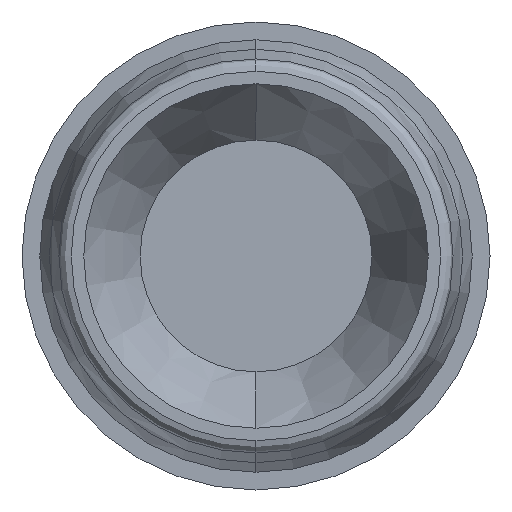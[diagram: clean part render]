
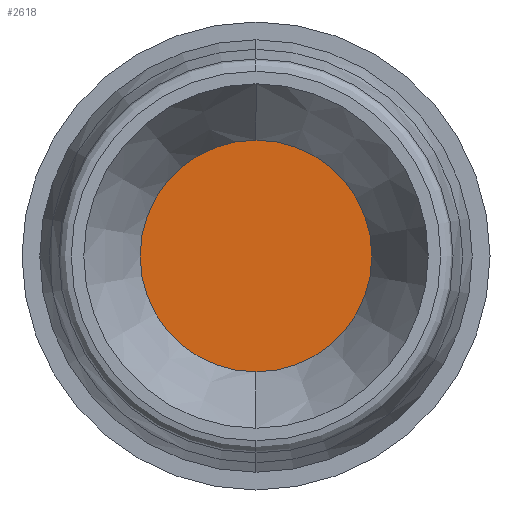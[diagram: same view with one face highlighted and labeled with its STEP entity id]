
A CAD part, left-side view. The second image highlights one B-rep face of the part: STEP entity #2618.
In plain terms, the highlighted face is planar.
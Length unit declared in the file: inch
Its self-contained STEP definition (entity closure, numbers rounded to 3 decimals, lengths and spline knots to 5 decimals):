
#1511 = AXIS2_PLACEMENT_3D ( 'NONE', #1570, #2278, #6981 ) ;
#1570 = CARTESIAN_POINT ( 'NONE',  ( 0., 0.04704, -0.10322 ) ) ;
#1572 = ORIENTED_EDGE ( 'NONE', *, *, #4473, .F. ) ;
#1623 = PLANE ( 'NONE',  #1511 ) ;
#2024 = EDGE_LOOP ( 'NONE', ( #3146, #1572 ) ) ;
#2278 = DIRECTION ( 'NONE',  ( 0., 0., -1. ) ) ;
#2434 = CIRCLE ( 'NONE', #6797, 0.04704 ) ;
#2474 = CIRCLE ( 'NONE', #3157, 0.04704 ) ;
#2618 = ADVANCED_FACE ( 'NONE', ( #6276 ), #1623, .F. ) ;
#3146 = ORIENTED_EDGE ( 'NONE', *, *, #8361, .F. ) ;
#3157 = AXIS2_PLACEMENT_3D ( 'NONE', #6115, #4689, #5350 ) ;
#3503 = DIRECTION ( 'NONE',  ( 0., 0., -1. ) ) ;
#3645 = DIRECTION ( 'NONE',  ( -1., 0., 0. ) ) ;
#3654 = VERTEX_POINT ( 'NONE', #6486 ) ;
#4315 = VERTEX_POINT ( 'NONE', #6248 ) ;
#4473 = EDGE_CURVE ( 'NONE', #4315, #3654, #2434, .T. ) ;
#4689 = DIRECTION ( 'NONE',  ( 0., 0., -1. ) ) ;
#5350 = DIRECTION ( 'NONE',  ( -1., 0., 0. ) ) ;
#6115 = CARTESIAN_POINT ( 'NONE',  ( 0., 0., -0.10322 ) ) ;
#6248 = CARTESIAN_POINT ( 'NONE',  ( 0.04704, 0., -0.10322 ) ) ;
#6276 = FACE_OUTER_BOUND ( 'NONE', #2024, .T. ) ;
#6486 = CARTESIAN_POINT ( 'NONE',  ( -0.04704, 0., -0.10322 ) ) ;
#6797 = AXIS2_PLACEMENT_3D ( 'NONE', #6865, #3503, #3645 ) ;
#6865 = CARTESIAN_POINT ( 'NONE',  ( 0., 0., -0.10322 ) ) ;
#6981 = DIRECTION ( 'NONE',  ( -1., 0., 0. ) ) ;
#8361 = EDGE_CURVE ( 'NONE', #3654, #4315, #2474, .T. ) ;
